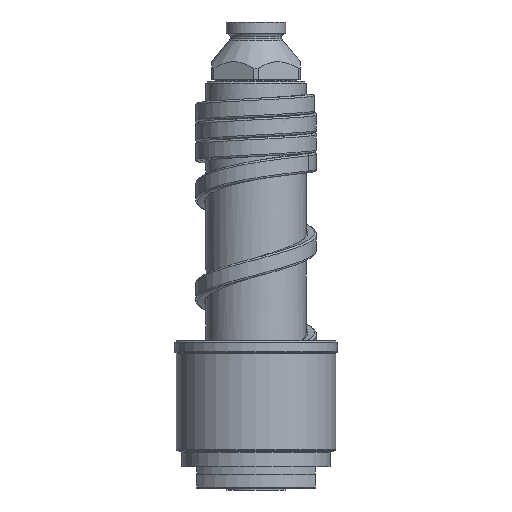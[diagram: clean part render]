
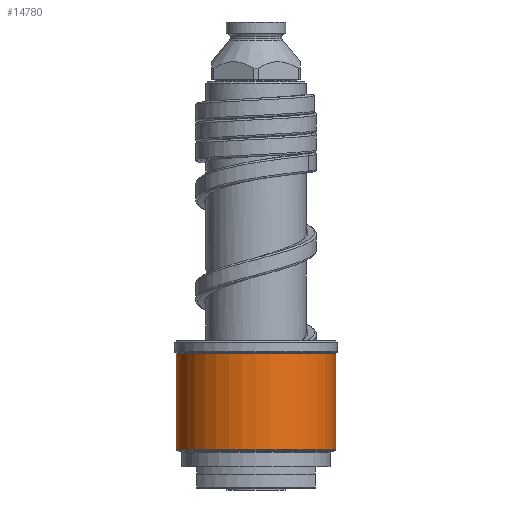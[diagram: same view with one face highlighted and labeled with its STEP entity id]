
A CAD part, front view. The second image highlights one B-rep face of the part: STEP entity #14780.
In plain terms, the highlighted cylindrical face has radius 21.5 mm (diameter 43 mm), a partial arc.
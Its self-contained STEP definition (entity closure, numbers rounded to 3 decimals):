
#5563=CARTESIAN_POINT('',(0.,0.,10.583));
#5564=DIRECTION('',(0.,0.,1.));
#5565=DIRECTION('',(-1.,0.,0.));
#5566=AXIS2_PLACEMENT_3D('',#5563,#5564,#5565);
#5568=DIRECTION('',(0.,0.,-1.));
#5569=VECTOR('',#5568,25.834);
#5570=CARTESIAN_POINT('',(-21.5,0.,36.417));
#5571=LINE('',#5570,#5569);
#5572=CARTESIAN_POINT('',(0.,0.,36.417));
#5573=DIRECTION('',(0.,0.,1.));
#5574=DIRECTION('',(-1.,0.,0.));
#5575=AXIS2_PLACEMENT_3D('',#5572,#5573,#5574);
#5577=DIRECTION('',(0.,0.,-1.));
#5578=VECTOR('',#5577,25.834);
#5579=CARTESIAN_POINT('',(21.5,0.,36.417));
#5580=LINE('',#5579,#5578);
#5924=CARTESIAN_POINT('',(21.5,0.,36.417));
#5925=CARTESIAN_POINT('',(-21.5,0.,36.417));
#5926=VERTEX_POINT('',#5924);
#5927=VERTEX_POINT('',#5925);
#5950=CARTESIAN_POINT('',(21.5,0.,10.583));
#5951=VERTEX_POINT('',#5950);
#5952=CARTESIAN_POINT('',(-21.5,0.,10.583));
#5953=VERTEX_POINT('',#5952);
#14768=CARTESIAN_POINT('',(0.,0.,8.5));
#14769=DIRECTION('',(0.,0.,1.));
#14770=DIRECTION('',(-1.,0.,0.));
#14771=AXIS2_PLACEMENT_3D('',#14768,#14769,#14770);
#14772=CYLINDRICAL_SURFACE('',#14771,21.5);
#14773=ORIENTED_EDGE('',*,*,#13201,.F.);
#14774=ORIENTED_EDGE('',*,*,#13182,.F.);
#14776=ORIENTED_EDGE('',*,*,#14775,.T.);
#14777=ORIENTED_EDGE('',*,*,#13178,.T.);
#14778=EDGE_LOOP('',(#14773,#14774,#14776,#14777));
#14779=FACE_OUTER_BOUND('',#14778,.F.);
#5567=CIRCLE('',#5566,21.5);
#5576=CIRCLE('',#5575,21.5);
#13178=EDGE_CURVE('',#5926,#5951,#5580,.T.);
#13182=EDGE_CURVE('',#5927,#5953,#5571,.T.);
#13201=EDGE_CURVE('',#5953,#5951,#5567,.T.);
#14775=EDGE_CURVE('',#5927,#5926,#5576,.T.);
#14780=ADVANCED_FACE('',(#14779),#14772,.T.);
